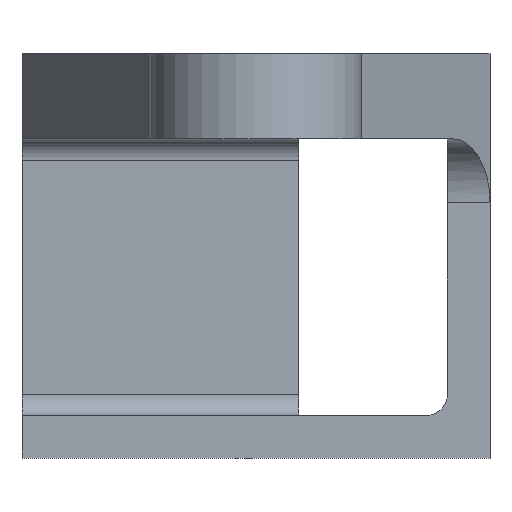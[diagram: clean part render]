
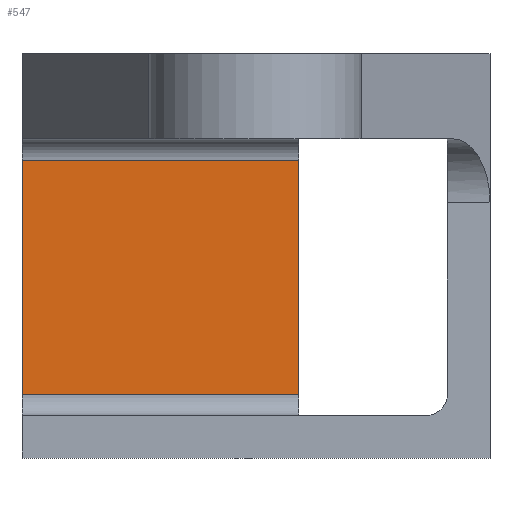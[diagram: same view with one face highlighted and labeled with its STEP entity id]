
A CAD part, front view. The second image highlights one B-rep face of the part: STEP entity #547.
In plain terms, the highlighted planar face has unit normal (0, -1, 0).
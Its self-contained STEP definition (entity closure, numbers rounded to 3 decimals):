
#28=PLANE('',#607);
#49=FACE_OUTER_BOUND('',#77,.T.);
#77=EDGE_LOOP('',(#418,#419,#420,#421));
#124=LINE('',#871,#184);
#126=LINE('',#877,#186);
#127=LINE('',#879,#187);
#128=LINE('',#880,#188);
#184=VECTOR('',#700,10.);
#186=VECTOR('',#706,10.);
#187=VECTOR('',#707,10.);
#188=VECTOR('',#708,10.);
#270=VERTEX_POINT('',#868);
#271=VERTEX_POINT('',#870);
#273=VERTEX_POINT('',#876);
#274=VERTEX_POINT('',#878);
#328=EDGE_CURVE('',#270,#271,#124,.T.);
#331=EDGE_CURVE('',#270,#273,#126,.T.);
#332=EDGE_CURVE('',#274,#273,#127,.T.);
#333=EDGE_CURVE('',#271,#274,#128,.T.);
#418=ORIENTED_EDGE('',*,*,#328,.F.);
#419=ORIENTED_EDGE('',*,*,#331,.T.);
#420=ORIENTED_EDGE('',*,*,#332,.F.);
#421=ORIENTED_EDGE('',*,*,#333,.F.);
#547=ADVANCED_FACE('',(#49),#28,.F.);
#607=AXIS2_PLACEMENT_3D('',#875,#704,#705);
#700=DIRECTION('',(-1.,0.,0.));
#704=DIRECTION('center_axis',(0.,1.,0.));
#705=DIRECTION('ref_axis',(-1.,0.,0.));
#706=DIRECTION('',(0.,0.,1.));
#707=DIRECTION('',(1.,0.,0.));
#708=DIRECTION('',(0.,0.,1.));
#868=CARTESIAN_POINT('',(2.,5.,3.));
#870=CARTESIAN_POINT('',(-11.,5.,3.));
#871=CARTESIAN_POINT('',(5.5,5.,3.));
#875=CARTESIAN_POINT('Origin',(11.,5.,0.));
#876=CARTESIAN_POINT('',(2.,5.,14.));
#877=CARTESIAN_POINT('',(2.,5.,1.));
#878=CARTESIAN_POINT('',(-11.,5.,14.));
#879=CARTESIAN_POINT('',(10.5,5.,14.));
#880=CARTESIAN_POINT('',(-11.,5.,0.));
